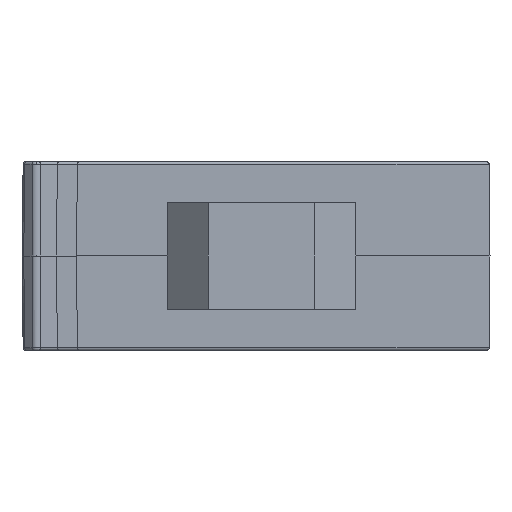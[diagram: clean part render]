
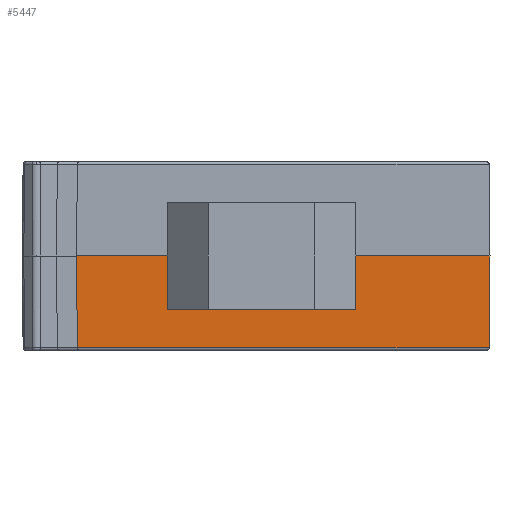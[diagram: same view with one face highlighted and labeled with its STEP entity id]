
A CAD part, front view. The second image highlights one B-rep face of the part: STEP entity #5447.
In plain terms, the highlighted planar face has unit normal (0, -1, 0).
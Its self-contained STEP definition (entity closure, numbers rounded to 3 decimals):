
#275 = VECTOR ( 'NONE', #5891, 1000. ) ;
#374 = VECTOR ( 'NONE', #1340, 1000. ) ;
#377 = DIRECTION ( 'NONE',  ( 0., 0., 1. ) ) ;
#455 = LINE ( 'NONE', #2316, #4132 ) ;
#658 = CARTESIAN_POINT ( 'NONE',  ( 19.332, 0., -7.8 ) ) ;
#951 = CARTESIAN_POINT ( 'NONE',  ( -15.632, 0., -7.8 ) ) ;
#1224 = ORIENTED_EDGE ( 'NONE', *, *, #1818, .T. ) ;
#1276 = CARTESIAN_POINT ( 'NONE',  ( 19.4, 0., 0. ) ) ;
#1340 = DIRECTION ( 'NONE',  ( 0., 0., -1. ) ) ;
#1429 = AXIS2_PLACEMENT_3D ( 'NONE', #2336, #3267, #377 ) ;
#1432 = ORIENTED_EDGE ( 'NONE', *, *, #1938, .T. ) ;
#1482 = ORIENTED_EDGE ( 'NONE', *, *, #2252, .F. ) ;
#1491 = VERTEX_POINT ( 'NONE', #5783 ) ;
#1521 = CARTESIAN_POINT ( 'NONE',  ( 5., 0., -4.5 ) ) ;
#1660 = LINE ( 'NONE', #1774, #374 ) ;
#1733 = VERTEX_POINT ( 'NONE', #2182 ) ;
#1749 = VECTOR ( 'NONE', #2442, 1000. ) ;
#1774 = CARTESIAN_POINT ( 'NONE',  ( 5., 0., 8. ) ) ;
#1792 = CARTESIAN_POINT ( 'NONE',  ( -15.77, 0., 7.999 ) ) ;
#1818 = EDGE_CURVE ( 'NONE', #3649, #4699, #1660, .T. ) ;
#1870 = CARTESIAN_POINT ( 'NONE',  ( 19.4, 0., 0. ) ) ;
#1923 = LINE ( 'NONE', #2461, #1749 ) ;
#1938 = EDGE_CURVE ( 'NONE', #1733, #4039, #6017, .T. ) ;
#1971 = EDGE_CURVE ( 'NONE', #2958, #3649, #4685, .T. ) ;
#2118 = CARTESIAN_POINT ( 'NONE',  ( 4.975, 0., 0. ) ) ;
#2119 = ORIENTED_EDGE ( 'NONE', *, *, #2235, .T. ) ;
#2182 = CARTESIAN_POINT ( 'NONE',  ( 0., 0., -4.5 ) ) ;
#2212 = CARTESIAN_POINT ( 'NONE',  ( -15.7, 0., 0. ) ) ;
#2214 = EDGE_CURVE ( 'NONE', #2958, #4776, #1923, .T. ) ;
#2235 = EDGE_CURVE ( 'NONE', #4699, #1733, #455, .T. ) ;
#2252 = EDGE_CURVE ( 'NONE', #1491, #4039, #5522, .T. ) ;
#2301 = DIRECTION ( 'NONE',  ( -1., 0., 0. ) ) ;
#2306 = DIRECTION ( 'NONE',  ( 1., 0., 0. ) ) ;
#2316 = CARTESIAN_POINT ( 'NONE',  ( -15.7, 0., -4.5 ) ) ;
#2336 = CARTESIAN_POINT ( 'NONE',  ( -15.7, 0., 8. ) ) ;
#2355 = VERTEX_POINT ( 'NONE', #658 ) ;
#2376 = DIRECTION ( 'NONE',  ( -0.009, 0., -1. ) ) ;
#2442 = DIRECTION ( 'NONE',  ( 1., 0., 0. ) ) ;
#2461 = CARTESIAN_POINT ( 'NONE',  ( -15.7, 0., 0. ) ) ;
#2719 = CARTESIAN_POINT ( 'NONE',  ( 5., 0., -0.5 ) ) ;
#2958 = VERTEX_POINT ( 'NONE', #2118 ) ;
#3070 = EDGE_CURVE ( 'NONE', #1491, #3263, #5534, .T. ) ;
#3263 = VERTEX_POINT ( 'NONE', #951 ) ;
#3267 = DIRECTION ( 'NONE',  ( 0., 1., 0. ) ) ;
#3294 = ORIENTED_EDGE ( 'NONE', *, *, #1971, .T. ) ;
#3321 = VECTOR ( 'NONE', #2376, 1000. ) ;
#3466 = EDGE_LOOP ( 'NONE', ( #6253, #6107, #5827, #3513, #3294, #1224, #2119, #1432, #1482 ) ) ;
#3513 = ORIENTED_EDGE ( 'NONE', *, *, #2214, .F. ) ;
#3649 = VERTEX_POINT ( 'NONE', #2719 ) ;
#3776 = AXIS2_PLACEMENT_3D ( 'NONE', #3833, #3827, #4794 ) ;
#3827 = DIRECTION ( 'NONE',  ( 0., 1., 0. ) ) ;
#3829 = AXIS2_PLACEMENT_3D ( 'NONE', #4079, #4021, #4016 ) ;
#3831 = EDGE_CURVE ( 'NONE', #4776, #2355, #5949, .T. ) ;
#3833 = CARTESIAN_POINT ( 'NONE',  ( 0., 0., 0.5 ) ) ;
#3955 = LINE ( 'NONE', #5911, #275 ) ;
#3957 = EDGE_CURVE ( 'NONE', #3263, #2355, #3955, .T. ) ;
#4016 = DIRECTION ( 'NONE',  ( 0., 0., 1. ) ) ;
#4021 = DIRECTION ( 'NONE',  ( 0., 1., 0. ) ) ;
#4039 = VERTEX_POINT ( 'NONE', #4424 ) ;
#4079 = CARTESIAN_POINT ( 'NONE',  ( 0., 0., -0.5 ) ) ;
#4132 = VECTOR ( 'NONE', #2301, 1000. ) ;
#4146 = VECTOR ( 'NONE', #4660, 1000. ) ;
#4424 = CARTESIAN_POINT ( 'NONE',  ( -4.975, 0., 0. ) ) ;
#4532 = FACE_OUTER_BOUND ( 'NONE', #3466, .T. ) ;
#4660 = DIRECTION ( 'NONE',  ( 0.009, 0., -1. ) ) ;
#4685 = CIRCLE ( 'NONE', #3829, 5. ) ;
#4699 = VERTEX_POINT ( 'NONE', #1521 ) ;
#4703 = PLANE ( 'NONE',  #1429 ) ;
#4776 = VERTEX_POINT ( 'NONE', #1276 ) ;
#4794 = DIRECTION ( 'NONE',  ( 0., 0., 1. ) ) ;
#5362 = VECTOR ( 'NONE', #2306, 1000. ) ;
#5447 = ADVANCED_FACE ( 'NONE', ( #4532 ), #4703, .F. ) ;
#5522 = LINE ( 'NONE', #2212, #5362 ) ;
#5534 = LINE ( 'NONE', #1792, #4146 ) ;
#5783 = CARTESIAN_POINT ( 'NONE',  ( -15.7, 0., 0. ) ) ;
#5827 = ORIENTED_EDGE ( 'NONE', *, *, #3831, .F. ) ;
#5891 = DIRECTION ( 'NONE',  ( 1., 0., 0. ) ) ;
#5911 = CARTESIAN_POINT ( 'NONE',  ( -15.7, 0., -7.8 ) ) ;
#5949 = LINE ( 'NONE', #1870, #3321 ) ;
#6017 = CIRCLE ( 'NONE', #3776, 5. ) ;
#6107 = ORIENTED_EDGE ( 'NONE', *, *, #3957, .T. ) ;
#6253 = ORIENTED_EDGE ( 'NONE', *, *, #3070, .T. ) ;
